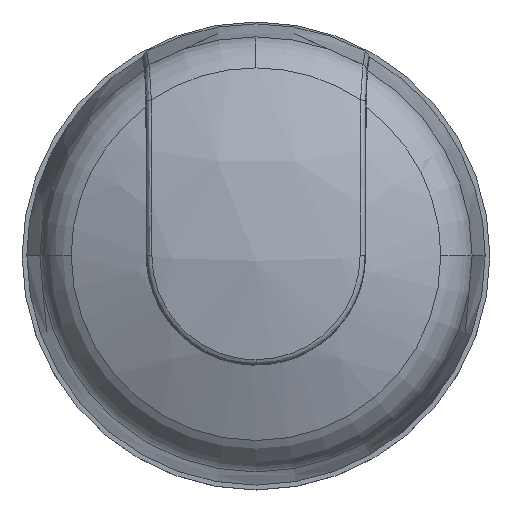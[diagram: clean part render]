
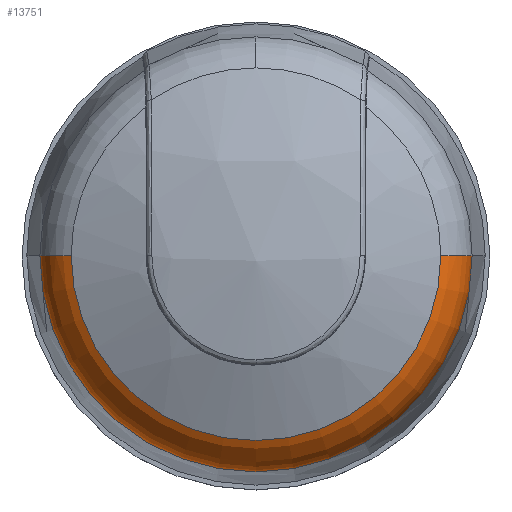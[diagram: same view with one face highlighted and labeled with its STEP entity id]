
A CAD part, top view. The second image highlights one B-rep face of the part: STEP entity #13751.
In plain terms, the highlighted toroidal (fillet/blend) face has major radius 16.578 mm and minor radius 6 mm.
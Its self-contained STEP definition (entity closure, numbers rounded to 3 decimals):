
#400 = EDGE_CURVE ( 'NONE', #23159, #10825, #13382, .T. ) ;
#1528 = CARTESIAN_POINT ( 'NONE',  ( 1.454, 24., 12.887 ) ) ;
#1625 = CARTESIAN_POINT ( 'NONE',  ( 7.422, 24., 12.259 ) ) ;
#1810 = CARTESIAN_POINT ( 'NONE',  ( 24., 24., 12.259 ) ) ;
#2501 = DIRECTION ( 'NONE',  ( -1., 0., 0. ) ) ;
#2633 = CIRCLE ( 'NONE', #14758, 22.546 ) ;
#2740 = AXIS2_PLACEMENT_3D ( 'NONE', #1625, #8848, #3542 ) ;
#3216 = DIRECTION ( 'NONE',  ( 0., 1., 0. ) ) ;
#3530 = DIRECTION ( 'NONE',  ( -1., 0., 0. ) ) ;
#3542 = DIRECTION ( 'NONE',  ( 0., 0., -1. ) ) ;
#3710 = AXIS2_PLACEMENT_3D ( 'NONE', #8112, #9903, #2501 ) ;
#3894 = DIRECTION ( 'NONE',  ( -1., 0., 0. ) ) ;
#4737 = ORIENTED_EDGE ( 'NONE', *, *, #9767, .T. ) ;
#5940 = CIRCLE ( 'NONE', #2740, 6. ) ;
#5944 = FACE_OUTER_BOUND ( 'NONE', #15236, .T. ) ;
#6003 = AXIS2_PLACEMENT_3D ( 'NONE', #16255, #3216, #3530 ) ;
#6081 = EDGE_CURVE ( 'NONE', #17937, #19159, #5940, .T. ) ;
#6590 = CARTESIAN_POINT ( 'NONE',  ( 43.278, 24., 17.618 ) ) ;
#8112 = CARTESIAN_POINT ( 'NONE',  ( 24., 24., 17.618 ) ) ;
#8848 = DIRECTION ( 'NONE',  ( 0., -1., 0. ) ) ;
#9606 = ORIENTED_EDGE ( 'NONE', *, *, #13889, .F. ) ;
#9767 = EDGE_CURVE ( 'NONE', #23159, #17937, #10155, .T. ) ;
#9903 = DIRECTION ( 'NONE',  ( 0., 0., -1. ) ) ;
#10155 = CIRCLE ( 'NONE', #3710, 19.278 ) ;
#10679 = TOROIDAL_SURFACE ( 'NONE', #12261, 16.578, 6. ) ;
#10825 = VERTEX_POINT ( 'NONE', #17479 ) ;
#11458 = DIRECTION ( 'NONE',  ( -1., 0., 0. ) ) ;
#12261 = AXIS2_PLACEMENT_3D ( 'NONE', #1810, #22237, #3894 ) ;
#13382 = CIRCLE ( 'NONE', #6003, 6. ) ;
#13751 = ADVANCED_FACE ( 'NONE', ( #5944 ), #10679, .T. ) ;
#13889 = EDGE_CURVE ( 'NONE', #10825, #19159, #2633, .T. ) ;
#14758 = AXIS2_PLACEMENT_3D ( 'NONE', #15408, #17099, #11458 ) ;
#15196 = CARTESIAN_POINT ( 'NONE',  ( 4.722, 24., 17.618 ) ) ;
#15236 = EDGE_LOOP ( 'NONE', ( #17671, #4737, #16854, #9606 ) ) ;
#15408 = CARTESIAN_POINT ( 'NONE',  ( 24., 24., 12.887 ) ) ;
#16255 = CARTESIAN_POINT ( 'NONE',  ( 40.578, 24., 12.259 ) ) ;
#16854 = ORIENTED_EDGE ( 'NONE', *, *, #6081, .T. ) ;
#17099 = DIRECTION ( 'NONE',  ( 0., 0., -1. ) ) ;
#17479 = CARTESIAN_POINT ( 'NONE',  ( 46.546, 24., 12.887 ) ) ;
#17671 = ORIENTED_EDGE ( 'NONE', *, *, #400, .F. ) ;
#17937 = VERTEX_POINT ( 'NONE', #15196 ) ;
#19159 = VERTEX_POINT ( 'NONE', #1528 ) ;
#22237 = DIRECTION ( 'NONE',  ( 0., 0., -1. ) ) ;
#23159 = VERTEX_POINT ( 'NONE', #6590 ) ;
